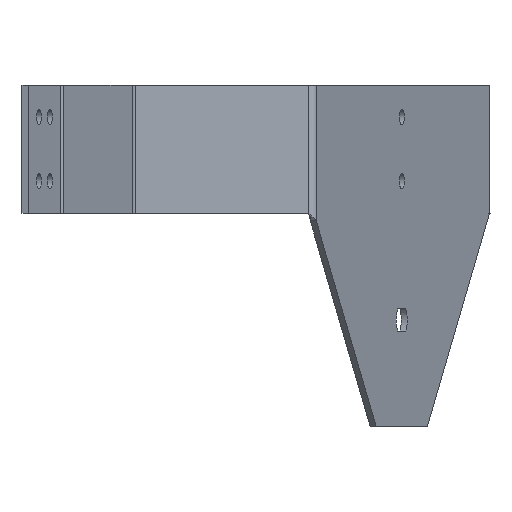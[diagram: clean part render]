
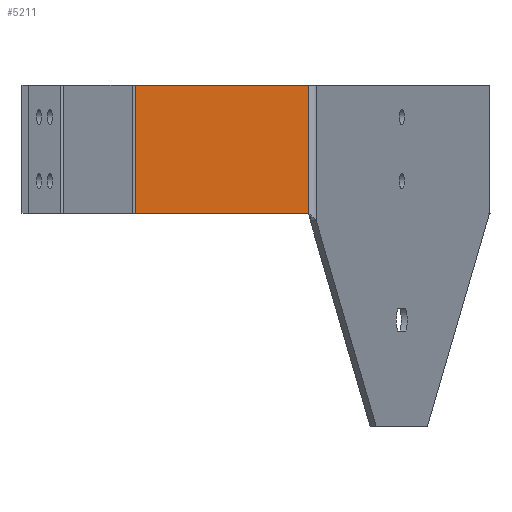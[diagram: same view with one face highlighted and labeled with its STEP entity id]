
A CAD part, left-side view. The second image highlights one B-rep face of the part: STEP entity #5211.
In plain terms, the highlighted planar face has unit normal (-1, 0, 0).
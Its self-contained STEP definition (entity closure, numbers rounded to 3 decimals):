
#3265 = CYLINDRICAL_SURFACE('',#3266,4.);
#3266 = AXIS2_PLACEMENT_3D('',#3267,#3268,#3269);
#3267 = CARTESIAN_POINT('',(-235.,-120.073,30.));
#3268 = DIRECTION('',(0.,0.,1.));
#3269 = DIRECTION('',(1.,0.,0.));
#4548 = EDGE_CURVE('',#4549,#4551,#4553,.T.);
#4549 = VERTEX_POINT('',#4550);
#4550 = CARTESIAN_POINT('',(-239.,-120.073,30.));
#4551 = VERTEX_POINT('',#4552);
#4552 = CARTESIAN_POINT('',(-239.,-120.073,-30.));
#4553 = SURFACE_CURVE('',#4554,(#4558,#4565),.PCURVE_S1.);
#4554 = LINE('',#4555,#4556);
#4555 = CARTESIAN_POINT('',(-239.,-120.073,30.));
#4556 = VECTOR('',#4557,1.);
#4557 = DIRECTION('',(0.,0.,-1.));
#4558 = PCURVE('',#3265,#4559);
#4559 = DEFINITIONAL_REPRESENTATION('',(#4560),#4564);
#4560 = LINE('',#4561,#4562);
#4561 = CARTESIAN_POINT('',(3.142,0.));
#4562 = VECTOR('',#4563,1.);
#4563 = DIRECTION('',(0.,-1.));
#4564 = ( GEOMETRIC_REPRESENTATION_CONTEXT(2) 
PARAMETRIC_REPRESENTATION_CONTEXT() REPRESENTATION_CONTEXT('2D SPACE',''
  ) );
#4565 = PCURVE('',#4566,#4571);
#4566 = PLANE('',#4567);
#4567 = AXIS2_PLACEMENT_3D('',#4568,#4569,#4570);
#4568 = CARTESIAN_POINT('',(-239.,-240.073,-18.952));
#4569 = DIRECTION('',(1.,0.,0.));
#4570 = DIRECTION('',(0.,0.,1.));
#4571 = DEFINITIONAL_REPRESENTATION('',(#4572),#4576);
#4572 = LINE('',#4573,#4574);
#4573 = CARTESIAN_POINT('',(48.952,-120.));
#4574 = VECTOR('',#4575,1.);
#4575 = DIRECTION('',(-1.,0.));
#4576 = ( GEOMETRIC_REPRESENTATION_CONTEXT(2) 
PARAMETRIC_REPRESENTATION_CONTEXT() REPRESENTATION_CONTEXT('2D SPACE',''
  ) );
#5119 = PLANE('',#5120);
#5120 = AXIS2_PLACEMENT_3D('',#5121,#5122,#5123);
#5121 = CARTESIAN_POINT('',(-236.,44.927,30.));
#5122 = DIRECTION('',(0.,0.,1.));
#5123 = DIRECTION('',(0.,-1.,0.));
#5201 = PLANE('',#5202);
#5202 = AXIS2_PLACEMENT_3D('',#5203,#5204,#5205);
#5203 = CARTESIAN_POINT('',(-236.,-0.073,-30.));
#5204 = DIRECTION('',(0.,0.,1.));
#5205 = DIRECTION('',(0.,-1.,0.));
#5211 = ADVANCED_FACE('',(#5212),#4566,.F.);
#5212 = FACE_BOUND('',#5213,.F.);
#5213 = EDGE_LOOP('',(#5214,#5237,#5265,#5286));
#5214 = ORIENTED_EDGE('',*,*,#5215,.F.);
#5215 = EDGE_CURVE('',#5216,#4551,#5218,.T.);
#5216 = VERTEX_POINT('',#5217);
#5217 = CARTESIAN_POINT('',(-239.,-39.,-30.));
#5218 = SURFACE_CURVE('',#5219,(#5223,#5230),.PCURVE_S1.);
#5219 = LINE('',#5220,#5221);
#5220 = CARTESIAN_POINT('',(-239.,-0.073,-30.));
#5221 = VECTOR('',#5222,1.);
#5222 = DIRECTION('',(0.,-1.,0.));
#5223 = PCURVE('',#4566,#5224);
#5224 = DEFINITIONAL_REPRESENTATION('',(#5225),#5229);
#5225 = LINE('',#5226,#5227);
#5226 = CARTESIAN_POINT('',(-11.048,-240.));
#5227 = VECTOR('',#5228,1.);
#5228 = DIRECTION('',(0.,1.));
#5229 = ( GEOMETRIC_REPRESENTATION_CONTEXT(2) 
PARAMETRIC_REPRESENTATION_CONTEXT() REPRESENTATION_CONTEXT('2D SPACE',''
  ) );
#5230 = PCURVE('',#5201,#5231);
#5231 = DEFINITIONAL_REPRESENTATION('',(#5232),#5236);
#5232 = LINE('',#5233,#5234);
#5233 = CARTESIAN_POINT('',(0.,-3.));
#5234 = VECTOR('',#5235,1.);
#5235 = DIRECTION('',(1.,0.));
#5236 = ( GEOMETRIC_REPRESENTATION_CONTEXT(2) 
PARAMETRIC_REPRESENTATION_CONTEXT() REPRESENTATION_CONTEXT('2D SPACE',''
  ) );
#5237 = ORIENTED_EDGE('',*,*,#5238,.T.);
#5238 = EDGE_CURVE('',#5216,#5239,#5241,.T.);
#5239 = VERTEX_POINT('',#5240);
#5240 = CARTESIAN_POINT('',(-239.,-39.,30.));
#5241 = SURFACE_CURVE('',#5242,(#5246,#5253),.PCURVE_S1.);
#5242 = LINE('',#5243,#5244);
#5243 = CARTESIAN_POINT('',(-239.,-39.,30.));
#5244 = VECTOR('',#5245,1.);
#5245 = DIRECTION('',(0.,0.,1.));
#5246 = PCURVE('',#4566,#5247);
#5247 = DEFINITIONAL_REPRESENTATION('',(#5248),#5252);
#5248 = LINE('',#5249,#5250);
#5249 = CARTESIAN_POINT('',(48.952,-201.073));
#5250 = VECTOR('',#5251,1.);
#5251 = DIRECTION('',(1.,0.));
#5252 = ( GEOMETRIC_REPRESENTATION_CONTEXT(2) 
PARAMETRIC_REPRESENTATION_CONTEXT() REPRESENTATION_CONTEXT('2D SPACE',''
  ) );
#5253 = PCURVE('',#5254,#5259);
#5254 = CYLINDRICAL_SURFACE('',#5255,4.);
#5255 = AXIS2_PLACEMENT_3D('',#5256,#5257,#5258);
#5256 = CARTESIAN_POINT('',(-235.,-39.,30.));
#5257 = DIRECTION('',(0.,0.,-1.));
#5258 = DIRECTION('',(-1.,0.,0.));
#5259 = DEFINITIONAL_REPRESENTATION('',(#5260),#5264);
#5260 = LINE('',#5261,#5262);
#5261 = CARTESIAN_POINT('',(0.,0.));
#5262 = VECTOR('',#5263,1.);
#5263 = DIRECTION('',(0.,-1.));
#5264 = ( GEOMETRIC_REPRESENTATION_CONTEXT(2) 
PARAMETRIC_REPRESENTATION_CONTEXT() REPRESENTATION_CONTEXT('2D SPACE',''
  ) );
#5265 = ORIENTED_EDGE('',*,*,#5266,.T.);
#5266 = EDGE_CURVE('',#5239,#4549,#5267,.T.);
#5267 = SURFACE_CURVE('',#5268,(#5272,#5279),.PCURVE_S1.);
#5268 = LINE('',#5269,#5270);
#5269 = CARTESIAN_POINT('',(-239.,44.927,30.));
#5270 = VECTOR('',#5271,1.);
#5271 = DIRECTION('',(0.,-1.,0.));
#5272 = PCURVE('',#4566,#5273);
#5273 = DEFINITIONAL_REPRESENTATION('',(#5274),#5278);
#5274 = LINE('',#5275,#5276);
#5275 = CARTESIAN_POINT('',(48.952,-285.));
#5276 = VECTOR('',#5277,1.);
#5277 = DIRECTION('',(0.,1.));
#5278 = ( GEOMETRIC_REPRESENTATION_CONTEXT(2) 
PARAMETRIC_REPRESENTATION_CONTEXT() REPRESENTATION_CONTEXT('2D SPACE',''
  ) );
#5279 = PCURVE('',#5119,#5280);
#5280 = DEFINITIONAL_REPRESENTATION('',(#5281),#5285);
#5281 = LINE('',#5282,#5283);
#5282 = CARTESIAN_POINT('',(0.,-3.));
#5283 = VECTOR('',#5284,1.);
#5284 = DIRECTION('',(1.,0.));
#5285 = ( GEOMETRIC_REPRESENTATION_CONTEXT(2) 
PARAMETRIC_REPRESENTATION_CONTEXT() REPRESENTATION_CONTEXT('2D SPACE',''
  ) );
#5286 = ORIENTED_EDGE('',*,*,#4548,.T.);
